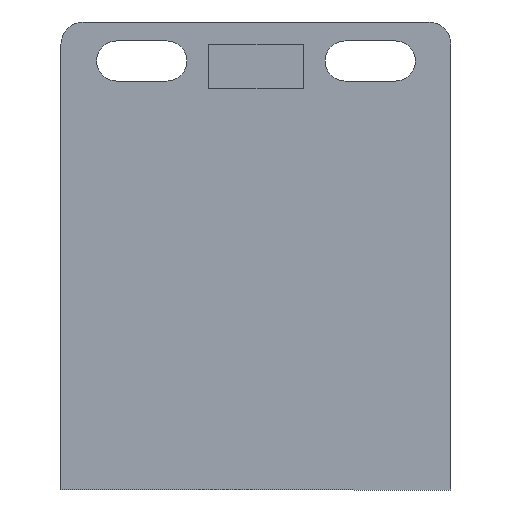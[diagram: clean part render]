
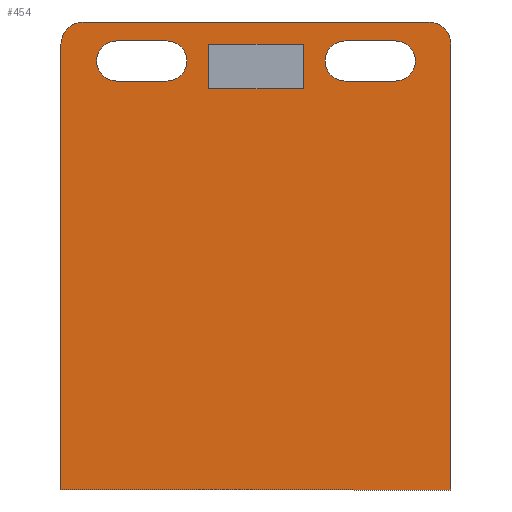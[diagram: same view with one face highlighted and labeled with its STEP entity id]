
A CAD part, front view. The second image highlights one B-rep face of the part: STEP entity #454.
In plain terms, the highlighted planar face has unit normal (0, -1, 0).
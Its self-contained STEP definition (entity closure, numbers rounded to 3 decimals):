
#2 = DIRECTION ( 'NONE',  ( -1., 0., 0. ) ) ;
#14 = VERTEX_POINT ( 'NONE', #652 ) ;
#37 = VECTOR ( 'NONE', #428, 1000. ) ;
#39 = CARTESIAN_POINT ( 'NONE',  ( -17.5, 0., 21. ) ) ;
#42 = EDGE_CURVE ( 'NONE', #829, #364, #179, .T. ) ;
#47 = CIRCLE ( 'NONE', #395, 1.8 ) ;
#61 = CARTESIAN_POINT ( 'NONE',  ( -8., 0., 19.3 ) ) ;
#65 = ORIENTED_EDGE ( 'NONE', *, *, #42, .F. ) ;
#67 = CARTESIAN_POINT ( 'NONE',  ( 0., 0., 19.3 ) ) ;
#71 = LINE ( 'NONE', #230, #405 ) ;
#72 = DIRECTION ( 'NONE',  ( 0., 0., 1. ) ) ;
#84 = CARTESIAN_POINT ( 'NONE',  ( 8., 0., 19.3 ) ) ;
#86 = LINE ( 'NONE', #714, #631 ) ;
#90 = CARTESIAN_POINT ( 'NONE',  ( 15.5, 0., 19. ) ) ;
#92 = CARTESIAN_POINT ( 'NONE',  ( -17.5, 0., -21. ) ) ;
#111 = EDGE_CURVE ( 'NONE', #621, #846, #706, .T. ) ;
#112 = ORIENTED_EDGE ( 'NONE', *, *, #772, .F. ) ;
#114 = VERTEX_POINT ( 'NONE', #205 ) ;
#118 = CIRCLE ( 'NONE', #153, 1.8 ) ;
#121 = FACE_BOUND ( 'NONE', #897, .T. ) ;
#123 = CARTESIAN_POINT ( 'NONE',  ( 0., 0., 0. ) ) ;
#142 = DIRECTION ( 'NONE',  ( 0., 1., 0. ) ) ;
#144 = CARTESIAN_POINT ( 'NONE',  ( -15.5, 0., 19. ) ) ;
#153 = AXIS2_PLACEMENT_3D ( 'NONE', #168, #600, #449 ) ;
#155 = CARTESIAN_POINT ( 'NONE',  ( -4.25, 0., 19. ) ) ;
#156 = VECTOR ( 'NONE', #570, 1000. ) ;
#168 = CARTESIAN_POINT ( 'NONE',  ( 12.5, 0., 17.5 ) ) ;
#171 = DIRECTION ( 'NONE',  ( 1., 0., 0. ) ) ;
#179 = LINE ( 'NONE', #852, #558 ) ;
#189 = VECTOR ( 'NONE', #396, 1000. ) ;
#193 = VERTEX_POINT ( 'NONE', #885 ) ;
#194 = AXIS2_PLACEMENT_3D ( 'NONE', #90, #804, #522 ) ;
#197 = CARTESIAN_POINT ( 'NONE',  ( 17.5, 0., -21. ) ) ;
#199 = CIRCLE ( 'NONE', #526, 1.8 ) ;
#201 = CARTESIAN_POINT ( 'NONE',  ( -15.5, 0., 21. ) ) ;
#202 = DIRECTION ( 'NONE',  ( 0., 0., 1. ) ) ;
#205 = CARTESIAN_POINT ( 'NONE',  ( -12.5, 0., 19.3 ) ) ;
#218 = ORIENTED_EDGE ( 'NONE', *, *, #918, .T. ) ;
#222 = LINE ( 'NONE', #67, #37 ) ;
#224 = CARTESIAN_POINT ( 'NONE',  ( 17.5, 0., 21. ) ) ;
#226 = AXIS2_PLACEMENT_3D ( 'NONE', #144, #498, #72 ) ;
#228 = DIRECTION ( 'NONE',  ( 0., 0., 1. ) ) ;
#230 = CARTESIAN_POINT ( 'NONE',  ( 4.25, 0., 15. ) ) ;
#231 = EDGE_CURVE ( 'NONE', #193, #621, #118, .T. ) ;
#234 = DIRECTION ( 'NONE',  ( 0., 0., -1. ) ) ;
#237 = EDGE_CURVE ( 'NONE', #321, #327, #826, .T. ) ;
#243 = CARTESIAN_POINT ( 'NONE',  ( 17.5, 0., 21. ) ) ;
#251 = VECTOR ( 'NONE', #567, 1000. ) ;
#258 = ORIENTED_EDGE ( 'NONE', *, *, #427, .T. ) ;
#275 = CARTESIAN_POINT ( 'NONE',  ( 0., 0., 15.7 ) ) ;
#277 = EDGE_CURVE ( 'NONE', #823, #14, #71, .T. ) ;
#279 = DIRECTION ( 'NONE',  ( -1., 0., 0. ) ) ;
#283 = DIRECTION ( 'NONE',  ( 0., 0., 1. ) ) ;
#299 = CARTESIAN_POINT ( 'NONE',  ( 17.5, 0., 19. ) ) ;
#300 = LINE ( 'NONE', #243, #773 ) ;
#301 = EDGE_CURVE ( 'NONE', #506, #676, #47, .T. ) ;
#304 = DIRECTION ( 'NONE',  ( 0., 1., 0. ) ) ;
#307 = DIRECTION ( 'NONE',  ( 1., 0., 0. ) ) ;
#321 = VERTEX_POINT ( 'NONE', #299 ) ;
#322 = VECTOR ( 'NONE', #392, 1000. ) ;
#327 = VERTEX_POINT ( 'NONE', #658 ) ;
#350 = ORIENTED_EDGE ( 'NONE', *, *, #277, .F. ) ;
#357 = PLANE ( 'NONE',  #414 ) ;
#363 = LINE ( 'NONE', #39, #189 ) ;
#364 = VERTEX_POINT ( 'NONE', #155 ) ;
#370 = AXIS2_PLACEMENT_3D ( 'NONE', #572, #142, #494 ) ;
#375 = VERTEX_POINT ( 'NONE', #84 ) ;
#379 = VERTEX_POINT ( 'NONE', #434 ) ;
#392 = DIRECTION ( 'NONE',  ( 0., 0., -1. ) ) ;
#395 = AXIS2_PLACEMENT_3D ( 'NONE', #799, #304, #228 ) ;
#396 = DIRECTION ( 'NONE',  ( 0., 0., 1. ) ) ;
#402 = VERTEX_POINT ( 'NONE', #197 ) ;
#405 = VECTOR ( 'NONE', #307, 1000. ) ;
#414 = AXIS2_PLACEMENT_3D ( 'NONE', #123, #854, #283 ) ;
#418 = CARTESIAN_POINT ( 'NONE',  ( 0., 0., 19.3 ) ) ;
#422 = ORIENTED_EDGE ( 'NONE', *, *, #457, .T. ) ;
#427 = EDGE_CURVE ( 'NONE', #480, #379, #477, .T. ) ;
#428 = DIRECTION ( 'NONE',  ( 1., 0., 0. ) ) ;
#434 = CARTESIAN_POINT ( 'NONE',  ( -17.5, 0., 19. ) ) ;
#437 = CARTESIAN_POINT ( 'NONE',  ( -4.25, 0., 15. ) ) ;
#439 = LINE ( 'NONE', #418, #251 ) ;
#444 = ORIENTED_EDGE ( 'NONE', *, *, #524, .T. ) ;
#449 = DIRECTION ( 'NONE',  ( 0., 0., 1. ) ) ;
#454 = ADVANCED_FACE ( 'NONE', ( #654, #677, #121, #463 ), #357, .F. ) ;
#457 = EDGE_CURVE ( 'NONE', #617, #114, #818, .T. ) ;
#462 = CARTESIAN_POINT ( 'NONE',  ( -4.25, 0., 15. ) ) ;
#463 = FACE_OUTER_BOUND ( 'NONE', #539, .T. ) ;
#474 = LINE ( 'NONE', #224, #880 ) ;
#475 = EDGE_CURVE ( 'NONE', #402, #873, #86, .T. ) ;
#477 = CIRCLE ( 'NONE', #226, 2. ) ;
#480 = VERTEX_POINT ( 'NONE', #201 ) ;
#483 = ORIENTED_EDGE ( 'NONE', *, *, #633, .F. ) ;
#484 = ORIENTED_EDGE ( 'NONE', *, *, #835, .F. ) ;
#485 = EDGE_CURVE ( 'NONE', #114, #506, #439, .T. ) ;
#494 = DIRECTION ( 'NONE',  ( 0., 0., 1. ) ) ;
#498 = DIRECTION ( 'NONE',  ( 0., -1., 0. ) ) ;
#506 = VERTEX_POINT ( 'NONE', #61 ) ;
#508 = LINE ( 'NONE', #462, #322 ) ;
#511 = CARTESIAN_POINT ( 'NONE',  ( 4.25, 0., 19. ) ) ;
#519 = ORIENTED_EDGE ( 'NONE', *, *, #237, .T. ) ;
#521 = VECTOR ( 'NONE', #202, 1000. ) ;
#522 = DIRECTION ( 'NONE',  ( 0., 0., 1. ) ) ;
#524 = EDGE_CURVE ( 'NONE', #676, #617, #615, .T. ) ;
#526 = AXIS2_PLACEMENT_3D ( 'NONE', #899, #548, #825 ) ;
#534 = ORIENTED_EDGE ( 'NONE', *, *, #111, .T. ) ;
#539 = EDGE_LOOP ( 'NONE', ( #484, #519, #836, #258, #483, #635 ) ) ;
#542 = CARTESIAN_POINT ( 'NONE',  ( 12.5, 0., 15.7 ) ) ;
#547 = LINE ( 'NONE', #902, #521 ) ;
#548 = DIRECTION ( 'NONE',  ( 0., 1., 0. ) ) ;
#550 = ORIENTED_EDGE ( 'NONE', *, *, #301, .T. ) ;
#558 = VECTOR ( 'NONE', #2, 1000. ) ;
#563 = DIRECTION ( 'NONE',  ( -1., 0., 0. ) ) ;
#567 = DIRECTION ( 'NONE',  ( 1., 0., 0. ) ) ;
#570 = DIRECTION ( 'NONE',  ( -1., 0., 0. ) ) ;
#572 = CARTESIAN_POINT ( 'NONE',  ( -12.5, 0., 17.5 ) ) ;
#599 = EDGE_LOOP ( 'NONE', ( #444, #422, #753, #550 ) ) ;
#600 = DIRECTION ( 'NONE',  ( 0., 1., 0. ) ) ;
#615 = LINE ( 'NONE', #776, #796 ) ;
#617 = VERTEX_POINT ( 'NONE', #689 ) ;
#621 = VERTEX_POINT ( 'NONE', #542 ) ;
#631 = VECTOR ( 'NONE', #279, 1000. ) ;
#633 = EDGE_CURVE ( 'NONE', #873, #379, #363, .T. ) ;
#635 = ORIENTED_EDGE ( 'NONE', *, *, #475, .F. ) ;
#652 = CARTESIAN_POINT ( 'NONE',  ( 4.25, 0., 15. ) ) ;
#654 = FACE_BOUND ( 'NONE', #700, .T. ) ;
#656 = ORIENTED_EDGE ( 'NONE', *, *, #668, .F. ) ;
#658 = CARTESIAN_POINT ( 'NONE',  ( 15.5, 0., 21. ) ) ;
#668 = EDGE_CURVE ( 'NONE', #364, #823, #508, .T. ) ;
#675 = CARTESIAN_POINT ( 'NONE',  ( -8., 0., 15.7 ) ) ;
#676 = VERTEX_POINT ( 'NONE', #675 ) ;
#677 = FACE_BOUND ( 'NONE', #599, .T. ) ;
#689 = CARTESIAN_POINT ( 'NONE',  ( -12.5, 0., 15.7 ) ) ;
#700 = EDGE_LOOP ( 'NONE', ( #350, #656, #65, #112 ) ) ;
#701 = EDGE_CURVE ( 'NONE', #480, #327, #300, .T. ) ;
#706 = LINE ( 'NONE', #275, #156 ) ;
#714 = CARTESIAN_POINT ( 'NONE',  ( 17.5, 0., -21. ) ) ;
#737 = EDGE_CURVE ( 'NONE', #846, #375, #199, .T. ) ;
#753 = ORIENTED_EDGE ( 'NONE', *, *, #485, .T. ) ;
#759 = ORIENTED_EDGE ( 'NONE', *, *, #231, .T. ) ;
#772 = EDGE_CURVE ( 'NONE', #14, #829, #547, .T. ) ;
#773 = VECTOR ( 'NONE', #171, 1000. ) ;
#776 = CARTESIAN_POINT ( 'NONE',  ( 0., 0., 15.7 ) ) ;
#784 = ORIENTED_EDGE ( 'NONE', *, *, #737, .T. ) ;
#796 = VECTOR ( 'NONE', #563, 1000. ) ;
#799 = CARTESIAN_POINT ( 'NONE',  ( -8., 0., 17.5 ) ) ;
#804 = DIRECTION ( 'NONE',  ( 0., -1., 0. ) ) ;
#818 = CIRCLE ( 'NONE', #370, 1.8 ) ;
#823 = VERTEX_POINT ( 'NONE', #437 ) ;
#825 = DIRECTION ( 'NONE',  ( 0., 0., 1. ) ) ;
#826 = CIRCLE ( 'NONE', #194, 2. ) ;
#829 = VERTEX_POINT ( 'NONE', #511 ) ;
#835 = EDGE_CURVE ( 'NONE', #321, #402, #474, .T. ) ;
#836 = ORIENTED_EDGE ( 'NONE', *, *, #701, .F. ) ;
#846 = VERTEX_POINT ( 'NONE', #871 ) ;
#852 = CARTESIAN_POINT ( 'NONE',  ( 4.25, 0., 19. ) ) ;
#854 = DIRECTION ( 'NONE',  ( 0., 1., 0. ) ) ;
#871 = CARTESIAN_POINT ( 'NONE',  ( 8., 0., 15.7 ) ) ;
#873 = VERTEX_POINT ( 'NONE', #92 ) ;
#880 = VECTOR ( 'NONE', #234, 1000. ) ;
#885 = CARTESIAN_POINT ( 'NONE',  ( 12.5, 0., 19.3 ) ) ;
#897 = EDGE_LOOP ( 'NONE', ( #534, #784, #218, #759 ) ) ;
#899 = CARTESIAN_POINT ( 'NONE',  ( 8., 0., 17.5 ) ) ;
#902 = CARTESIAN_POINT ( 'NONE',  ( 4.25, 0., 15. ) ) ;
#918 = EDGE_CURVE ( 'NONE', #375, #193, #222, .T. ) ;
